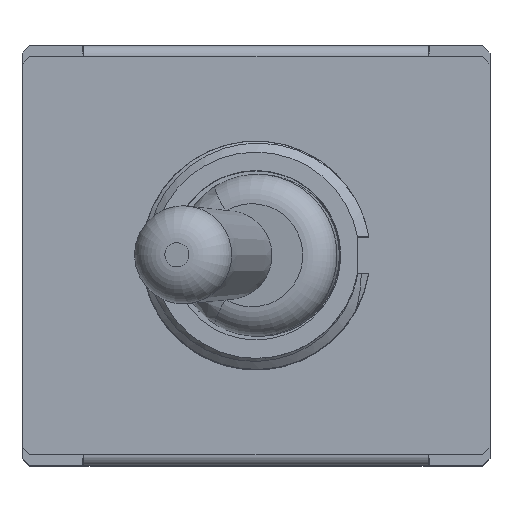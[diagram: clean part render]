
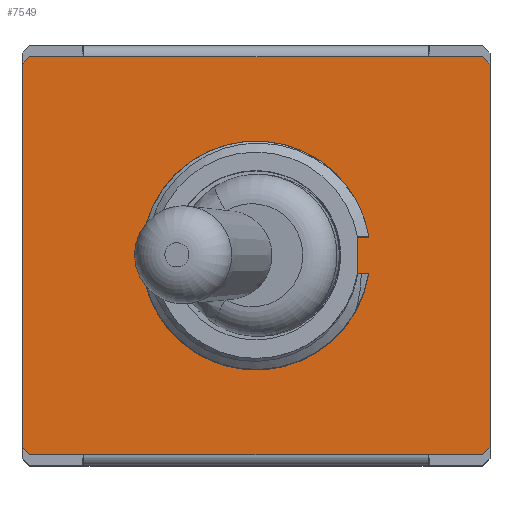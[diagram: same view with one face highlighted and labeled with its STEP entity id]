
A CAD part, top view. The second image highlights one B-rep face of the part: STEP entity #7549.
In plain terms, the highlighted planar face has unit normal (0, 0, 1).
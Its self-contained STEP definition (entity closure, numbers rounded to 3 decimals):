
#162=LINE('',#13334,#815);
#174=LINE('',#13469,#827);
#179=LINE('',#13508,#832);
#191=LINE('',#13637,#844);
#195=LINE('',#13646,#848);
#199=LINE('',#13655,#852);
#203=LINE('',#13664,#856);
#364=LINE('',#15967,#1017);
#377=LINE('',#15991,#1030);
#378=LINE('',#15993,#1031);
#380=LINE('',#15996,#1033);
#381=LINE('',#15997,#1034);
#382=LINE('',#15998,#1035);
#383=LINE('',#15999,#1036);
#384=LINE('',#16000,#1037);
#815=VECTOR('',#11523,1000.);
#827=VECTOR('',#11537,1000.);
#832=VECTOR('',#11544,1000.);
#844=VECTOR('',#11558,1000.);
#848=VECTOR('',#11564,1000.);
#852=VECTOR('',#11570,1000.);
#856=VECTOR('',#11576,1000.);
#1017=VECTOR('',#12067,1000.);
#1030=VECTOR('',#12090,1000.);
#1031=VECTOR('',#12093,1000.);
#1033=VECTOR('',#12097,1000.);
#1034=VECTOR('',#12098,1000.);
#1035=VECTOR('',#12099,1000.);
#1036=VECTOR('',#12100,1000.);
#1037=VECTOR('',#12101,1000.);
#1671=PLANE('',#11106);
#2987=ORIENTED_EDGE('',*,*,#4976,.F.);
#2988=ORIENTED_EDGE('',*,*,#4526,.F.);
#2989=ORIENTED_EDGE('',*,*,#4974,.F.);
#2990=ORIENTED_EDGE('',*,*,#4959,.F.);
#2991=ORIENTED_EDGE('',*,*,#4973,.F.);
#2992=ORIENTED_EDGE('',*,*,#4518,.F.);
#2993=ORIENTED_EDGE('',*,*,#4977,.F.);
#2994=ORIENTED_EDGE('',*,*,#4514,.F.);
#2995=ORIENTED_EDGE('',*,*,#4978,.F.);
#2996=ORIENTED_EDGE('',*,*,#4979,.T.);
#2997=ORIENTED_EDGE('',*,*,#4980,.F.);
#2998=ORIENTED_EDGE('',*,*,#4522,.F.);
#2999=ORIENTED_EDGE('',*,*,#4981,.T.);
#3000=ORIENTED_EDGE('',*,*,#4481,.F.);
#3001=ORIENTED_EDGE('',*,*,#4436,.T.);
#3002=ORIENTED_EDGE('',*,*,#4470,.T.);
#3003=ORIENTED_EDGE('',*,*,#4956,.T.);
#4436=EDGE_CURVE('',#5558,#5560,#162,.T.);
#4470=EDGE_CURVE('',#5560,#5594,#174,.T.);
#4481=EDGE_CURVE('',#5558,#5604,#179,.T.);
#4514=EDGE_CURVE('',#5636,#5637,#191,.T.);
#4518=EDGE_CURVE('',#5640,#5641,#195,.T.);
#4522=EDGE_CURVE('',#5644,#5645,#199,.T.);
#4526=EDGE_CURVE('',#5648,#5649,#203,.T.);
#4956=EDGE_CURVE('',#5594,#5953,#6284,.T.);
#4959=EDGE_CURVE('',#5959,#5960,#364,.T.);
#4973=EDGE_CURVE('',#5641,#5959,#377,.T.);
#4974=EDGE_CURVE('',#5960,#5648,#378,.T.);
#4976=EDGE_CURVE('',#5649,#5644,#380,.T.);
#4977=EDGE_CURVE('',#5637,#5640,#381,.T.);
#4978=EDGE_CURVE('',#5552,#5636,#382,.T.);
#4979=EDGE_CURVE('',#5552,#5548,#383,.T.);
#4980=EDGE_CURVE('',#5645,#5548,#384,.T.);
#4981=EDGE_CURVE('',#5953,#5604,#6288,.T.);
#5548=VERTEX_POINT('',#13307);
#5552=VERTEX_POINT('',#13316);
#5558=VERTEX_POINT('',#13329);
#5560=VERTEX_POINT('',#13333);
#5594=VERTEX_POINT('',#13468);
#5604=VERTEX_POINT('',#13509);
#5636=VERTEX_POINT('',#13638);
#5637=VERTEX_POINT('',#13639);
#5640=VERTEX_POINT('',#13647);
#5641=VERTEX_POINT('',#13648);
#5644=VERTEX_POINT('',#13656);
#5645=VERTEX_POINT('',#13657);
#5648=VERTEX_POINT('',#13665);
#5649=VERTEX_POINT('',#13666);
#5953=VERTEX_POINT('',#15751);
#5959=VERTEX_POINT('',#15966);
#5960=VERTEX_POINT('',#15968);
#6284=CIRCLE('',#11095,3.1);
#6288=CIRCLE('',#11107,3.1);
#6570=EDGE_LOOP('',(#2987,#2988,#2989,#2990,#2991,#2992,#2993,#2994,#2995,
#2996,#2997,#2998));
#6571=EDGE_LOOP('',(#2999,#3000,#3001,#3002,#3003));
#7068=FACE_BOUND('',#6570,.T.);
#7069=FACE_BOUND('',#6571,.T.);
#7549=ADVANCED_FACE('',(#7068,#7069),#1671,.F.);
#11095=AXIS2_PLACEMENT_3D('',#15959,#12057,#12058);
#11106=AXIS2_PLACEMENT_3D('',#15995,#12095,#12096);
#11107=AXIS2_PLACEMENT_3D('',#16001,#12102,#12103);
#11523=DIRECTION('',(0.,-1.,0.));
#11537=DIRECTION('',(1.,0.,0.));
#11544=DIRECTION('',(1.,0.,0.));
#11558=DIRECTION('',(-0.707,0.707,0.));
#11564=DIRECTION('',(0.707,0.707,0.));
#11570=DIRECTION('',(-0.707,-0.707,0.));
#11576=DIRECTION('',(0.707,-0.707,0.));
#12057=DIRECTION('',(0.,0.,-1.));
#12058=DIRECTION('',(1.,0.,0.));
#12067=DIRECTION('',(1.,0.,0.));
#12090=DIRECTION('',(1.,0.,0.));
#12093=DIRECTION('',(1.,0.,0.));
#12095=DIRECTION('',(0.,0.,-1.));
#12096=DIRECTION('',(-1.,0.,0.));
#12097=DIRECTION('',(0.,-1.,0.));
#12098=DIRECTION('',(0.,1.,0.));
#12099=DIRECTION('',(-1.,0.,0.));
#12100=DIRECTION('',(1.,0.,0.));
#12101=DIRECTION('',(-1.,0.,0.));
#12102=DIRECTION('',(0.,0.,-1.));
#12103=DIRECTION('',(1.,0.,0.));
#13307=CARTESIAN_POINT('',(4.675,-5.4,4.7));
#13316=CARTESIAN_POINT('',(-4.675,-5.4,4.7));
#13329=CARTESIAN_POINT('',(2.75,0.5,4.7));
#13333=CARTESIAN_POINT('',(2.75,-0.5,4.7));
#13334=CARTESIAN_POINT('',(2.75,0.5,4.7));
#13468=CARTESIAN_POINT('',(3.059,-0.5,4.7));
#13469=CARTESIAN_POINT('',(2.75,-0.5,4.7));
#13508=CARTESIAN_POINT('',(2.75,0.5,4.7));
#13509=CARTESIAN_POINT('',(3.059,0.5,4.7));
#13637=CARTESIAN_POINT('',(-6.15,-5.4,4.7));
#13638=CARTESIAN_POINT('',(-6.15,-5.4,4.7));
#13639=CARTESIAN_POINT('',(-6.35,-5.2,4.7));
#13646=CARTESIAN_POINT('',(-6.35,5.2,4.7));
#13647=CARTESIAN_POINT('',(-6.35,5.2,4.7));
#13648=CARTESIAN_POINT('',(-6.15,5.4,4.7));
#13655=CARTESIAN_POINT('',(6.35,-5.2,4.7));
#13656=CARTESIAN_POINT('',(6.35,-5.2,4.7));
#13657=CARTESIAN_POINT('',(6.15,-5.4,4.7));
#13664=CARTESIAN_POINT('',(6.15,5.4,4.7));
#13665=CARTESIAN_POINT('',(6.15,5.4,4.7));
#13666=CARTESIAN_POINT('',(6.35,5.2,4.7));
#15751=CARTESIAN_POINT('',(-2.685,-1.55,4.7));
#15959=CARTESIAN_POINT('',(0.,0.,4.7));
#15966=CARTESIAN_POINT('',(-4.675,5.4,4.7));
#15967=CARTESIAN_POINT('',(-6.35,5.4,4.7));
#15968=CARTESIAN_POINT('',(4.675,5.4,4.7));
#15991=CARTESIAN_POINT('',(-6.35,5.4,4.7));
#15993=CARTESIAN_POINT('',(-6.35,5.4,4.7));
#15995=CARTESIAN_POINT('',(0.,0.,4.7));
#15996=CARTESIAN_POINT('',(6.35,5.4,4.7));
#15997=CARTESIAN_POINT('',(-6.35,-5.4,4.7));
#15998=CARTESIAN_POINT('',(6.35,-5.4,4.7));
#15999=CARTESIAN_POINT('',(-4.675,-5.4,4.7));
#16000=CARTESIAN_POINT('',(6.35,-5.4,4.7));
#16001=CARTESIAN_POINT('',(0.,0.,4.7));
